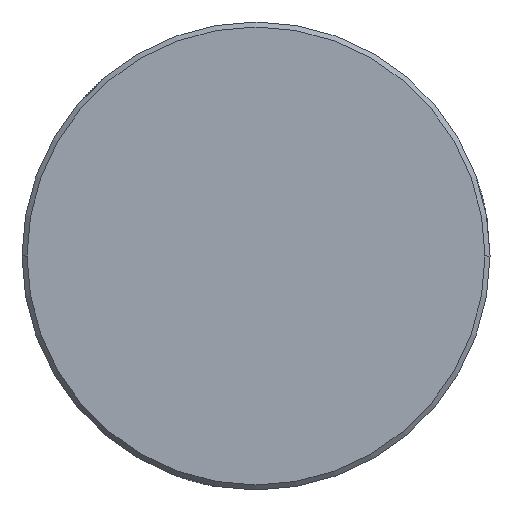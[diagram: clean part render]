
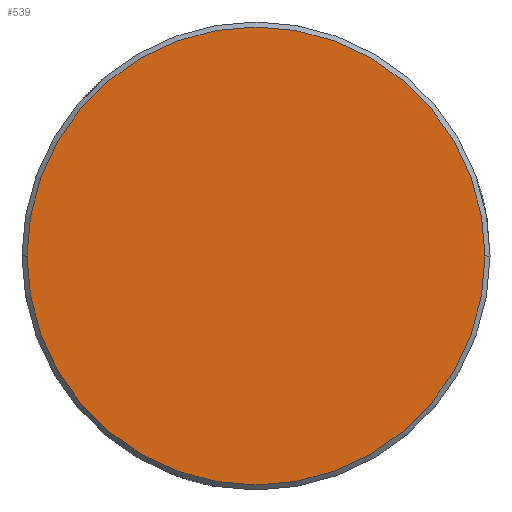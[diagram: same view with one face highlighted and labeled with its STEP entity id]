
A CAD part, left-side view. The second image highlights one B-rep face of the part: STEP entity #539.
In plain terms, the highlighted planar face has unit normal (-1, 0, 0).
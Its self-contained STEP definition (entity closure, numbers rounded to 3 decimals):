
#44 = DIRECTION ( 'NONE',  ( -1., 0., 0. ) ) ;
#83 = EDGE_CURVE ( 'NONE', #796, #578, #477, .T. ) ;
#129 = AXIS2_PLACEMENT_3D ( 'NONE', #688, #781, #329 ) ;
#137 = DIRECTION ( 'NONE',  ( 0., 1., 0. ) ) ;
#156 = AXIS2_PLACEMENT_3D ( 'NONE', #470, #44, #137 ) ;
#233 = CARTESIAN_POINT ( 'NONE',  ( -105.7, -13.864, -13.864 ) ) ;
#305 = DIRECTION ( 'NONE',  ( -1., 0., 0. ) ) ;
#329 = DIRECTION ( 'NONE',  ( 0., 1., 0. ) ) ;
#409 = PLANE ( 'NONE',  #784 ) ;
#470 = CARTESIAN_POINT ( 'NONE',  ( -105.7, 0., 0. ) ) ;
#477 = CIRCLE ( 'NONE', #156, 13.7 ) ;
#539 = ADVANCED_FACE ( 'NONE', ( #660 ), #409, .T. ) ;
#550 = EDGE_LOOP ( 'NONE', ( #813, #618 ) ) ;
#578 = VERTEX_POINT ( 'NONE', #670 ) ;
#581 = DIRECTION ( 'NONE',  ( 0., 0., 1. ) ) ;
#607 = EDGE_CURVE ( 'NONE', #578, #796, #1059, .T. ) ;
#618 = ORIENTED_EDGE ( 'NONE', *, *, #607, .T. ) ;
#660 = FACE_OUTER_BOUND ( 'NONE', #550, .T. ) ;
#670 = CARTESIAN_POINT ( 'NONE',  ( -105.7, -13.7, 0. ) ) ;
#688 = CARTESIAN_POINT ( 'NONE',  ( -105.7, 0., 0. ) ) ;
#781 = DIRECTION ( 'NONE',  ( -1., 0., 0. ) ) ;
#784 = AXIS2_PLACEMENT_3D ( 'NONE', #233, #305, #581 ) ;
#796 = VERTEX_POINT ( 'NONE', #1123 ) ;
#813 = ORIENTED_EDGE ( 'NONE', *, *, #83, .T. ) ;
#1059 = CIRCLE ( 'NONE', #129, 13.7 ) ;
#1123 = CARTESIAN_POINT ( 'NONE',  ( -105.7, 13.7, 0. ) ) ;
